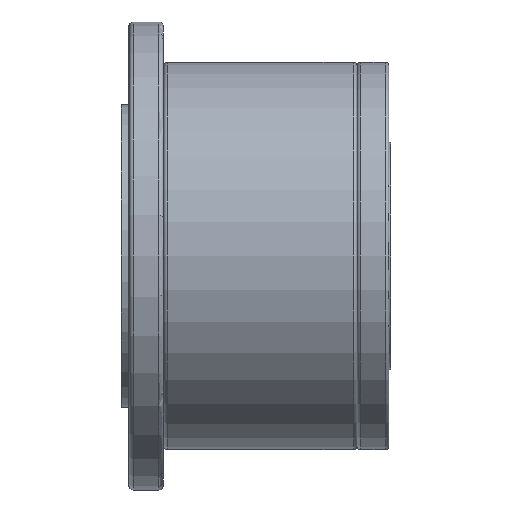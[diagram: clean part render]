
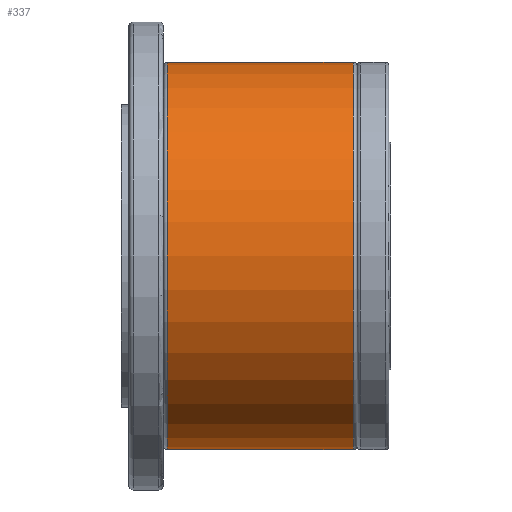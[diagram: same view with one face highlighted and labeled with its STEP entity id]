
A CAD part, front view. The second image highlights one B-rep face of the part: STEP entity #337.
In plain terms, the highlighted cylindrical face has radius 115 mm (diameter 230 mm), a partial arc.
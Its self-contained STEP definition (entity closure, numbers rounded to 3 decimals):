
#337=ADVANCED_FACE('',(#977),#978,.T.);
#977=FACE_OUTER_BOUND('',#1640,.T.);
#978=CYLINDRICAL_SURFACE('',#1641,115.0);
#1640=EDGE_LOOP('',(#3986,#3987,#3988,#3989,#3990,#3991));
#1641=AXIS2_PLACEMENT_3D('',#3992,#3993,#3994);
#3986=ORIENTED_EDGE('',*,*,#4078,.T.);
#3987=ORIENTED_EDGE('',*,*,#4813,.F.);
#3988=ORIENTED_EDGE('',*,*,#4812,.F.);
#3989=ORIENTED_EDGE('',*,*,#4080,.T.);
#3990=ORIENTED_EDGE('',*,*,#4811,.T.);
#3991=ORIENTED_EDGE('',*,*,#4810,.T.);
#3992=CARTESIAN_POINT('',(82.5,0.0,0.0));
#3993=DIRECTION('',(1.0,0.0,0.0));
#3994=DIRECTION('',(0.0,0.0,-1.0));
#4078=EDGE_CURVE('',#4841,#4842,#4843,.T.);
#4080=EDGE_CURVE('',#4846,#4844,#4847,.T.);
#4810=EDGE_CURVE('',#6064,#4841,#6065,.T.);
#4811=EDGE_CURVE('',#4844,#6064,#6066,.T.);
#4812=EDGE_CURVE('',#4846,#6067,#6068,.T.);
#4813=EDGE_CURVE('',#6067,#4842,#6069,.T.);
#4841=VERTEX_POINT('',#6103);
#4842=VERTEX_POINT('',#6104);
#4843=LINE('',#6105,#6106);
#4844=VERTEX_POINT('',#6107);
#4846=VERTEX_POINT('',#6109);
#4847=LINE('',#6110,#6111);
#6064=VERTEX_POINT('',#8035);
#6065=CIRCLE('',#8036,115.0);
#6066=CIRCLE('',#8037,115.0);
#6067=VERTEX_POINT('',#8038);
#6068=CIRCLE('',#8039,115.0);
#6069=CIRCLE('',#8040,115.0);
#6103=CARTESIAN_POINT('',(27.3,0.,-115.0));
#6104=CARTESIAN_POINT('',(137.7,0.,-115.0));
#6105=CARTESIAN_POINT('',(82.5,0.,-115.0));
#6106=VECTOR('',#8074,1.0);
#6107=CARTESIAN_POINT('',(27.3,0.,115.0));
#6109=CARTESIAN_POINT('',(137.7,0.,115.0));
#6110=CARTESIAN_POINT('',(82.5,0.,115.0));
#6111=VECTOR('',#8078,1.0);
#8035=CARTESIAN_POINT('',(27.3,-115.0,0.));
#8036=AXIS2_PLACEMENT_3D('',#9519,#9520,#9521);
#8037=AXIS2_PLACEMENT_3D('',#9522,#9523,#9524);
#8038=CARTESIAN_POINT('',(137.7,-115.0,0.0));
#8039=AXIS2_PLACEMENT_3D('',#9525,#9526,#9527);
#8040=AXIS2_PLACEMENT_3D('',#9528,#9529,#9530);
#8074=DIRECTION('',(1.0,0.0,0.0));
#8078=DIRECTION('',(-1.0,-0.0,-0.0));
#9519=CARTESIAN_POINT('',(27.3,0.,0.));
#9520=DIRECTION('',(1.0,0.0,0.0));
#9521=DIRECTION('',(0.0,0.0,-1.0));
#9522=CARTESIAN_POINT('',(27.3,0.,0.));
#9523=DIRECTION('',(1.0,0.0,0.0));
#9524=DIRECTION('',(0.0,0.0,-1.0));
#9525=CARTESIAN_POINT('',(137.7,0.,0.0));
#9526=DIRECTION('',(1.0,0.0,0.0));
#9527=DIRECTION('',(0.0,0.0,-1.0));
#9528=CARTESIAN_POINT('',(137.7,0.,0.0));
#9529=DIRECTION('',(1.0,0.0,0.0));
#9530=DIRECTION('',(0.0,0.0,-1.0));
